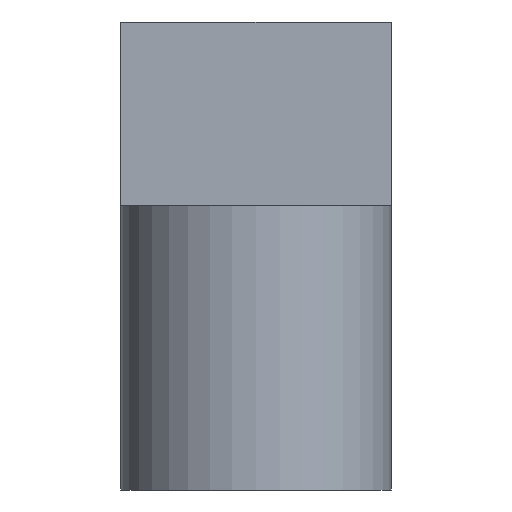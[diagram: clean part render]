
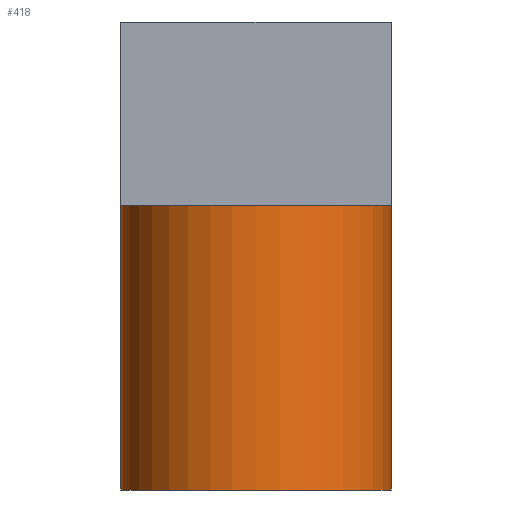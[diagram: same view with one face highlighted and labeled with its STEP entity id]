
A CAD part, left-side view. The second image highlights one B-rep face of the part: STEP entity #418.
In plain terms, the highlighted cylindrical face has radius 3.69 mm (diameter 7.38 mm), a partial arc.
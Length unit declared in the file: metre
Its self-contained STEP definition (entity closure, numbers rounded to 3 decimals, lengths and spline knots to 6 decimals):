
#16=CIRCLE('',#466,0.00369);
#17=CIRCLE('',#467,0.00369);
#34=CYLINDRICAL_SURFACE('',#465,0.00369);
#62=ORIENTED_EDGE('',*,*,#165,.T.);
#63=ORIENTED_EDGE('',*,*,#166,.F.);
#64=ORIENTED_EDGE('',*,*,#167,.F.);
#65=ORIENTED_EDGE('',*,*,#157,.T.);
#157=EDGE_CURVE('',#210,#209,#249,.T.);
#165=EDGE_CURVE('',#209,#216,#16,.T.);
#166=EDGE_CURVE('',#217,#216,#253,.T.);
#167=EDGE_CURVE('',#210,#217,#17,.T.);
#209=VERTEX_POINT('',#666);
#210=VERTEX_POINT('',#668);
#216=VERTEX_POINT('',#685);
#217=VERTEX_POINT('',#687);
#249=LINE('',#667,#281);
#253=LINE('',#686,#285);
#281=VECTOR('',#524,1.);
#285=VECTOR('',#544,1.);
#308=EDGE_LOOP('',(#62,#63,#64,#65));
#354=FACE_BOUND('',#308,.T.);
#418=ADVANCED_FACE('',(#354),#34,.T.);
#465=AXIS2_PLACEMENT_3D('',#683,#540,#541);
#466=AXIS2_PLACEMENT_3D('',#684,#542,#543);
#467=AXIS2_PLACEMENT_3D('',#688,#545,#546);
#524=DIRECTION('',(0.,0.,-1.));
#540=DIRECTION('',(0.,0.,-1.));
#541=DIRECTION('',(-1.,0.,0.));
#542=DIRECTION('',(0.,0.,1.));
#543=DIRECTION('',(1.,0.,0.));
#544=DIRECTION('',(0.,0.,-1.));
#545=DIRECTION('',(0.,0.,1.));
#546=DIRECTION('',(1.,0.,0.));
#666=CARTESIAN_POINT('',(-0.003985,0.00369,0.));
#667=CARTESIAN_POINT('',(-0.003985,0.00369,0.00776));
#668=CARTESIAN_POINT('',(-0.003985,0.00369,0.00776));
#683=CARTESIAN_POINT('',(-0.003985,0.,0.00776));
#684=CARTESIAN_POINT('',(-0.003985,0.,0.));
#685=CARTESIAN_POINT('',(-0.003985,-0.00369,0.));
#686=CARTESIAN_POINT('',(-0.003985,-0.00369,0.00776));
#687=CARTESIAN_POINT('',(-0.003985,-0.00369,0.00776));
#688=CARTESIAN_POINT('',(-0.003985,0.,0.00776));
